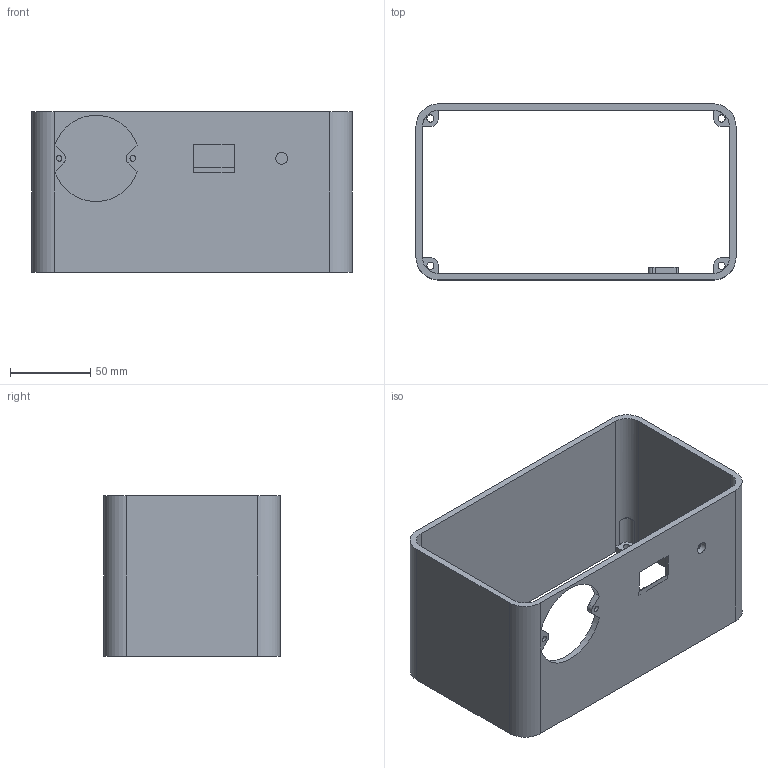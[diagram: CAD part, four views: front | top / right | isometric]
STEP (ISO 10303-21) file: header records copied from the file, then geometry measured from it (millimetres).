
FILE_DESCRIPTION(/* description */ (''),/* implementation_level */ '2;1');
FILE_NAME(/* name */ 'Motiv_Top_White.step',/* time_stamp */ '2024-01-19T11:36:50+01:00',/* author */ (''),/* organization */ (''),/* preprocessor_version */ 'ST-DEVELOPER v20',/* originating_system */ 'Autodesk Translation Framework v12.14.0.127',/* authorisation */ '');
FILE_SCHEMA (('AUTOMOTIVE_DESIGN { 1 0 10303 214 3 1 1 }'));
Length unit declared in the file: millimetre
Products named in the file (1): Top
Bounding box: 200 x 110 x 100 mm (x, y, z)
Volume: 222355.2 mm3; surface area: 119146.5 mm2
Topology: 1 solids, 1 shells, 104 faces, 278 edges, 181 vertices
Faces by surface type: plane 64, cylinder 33, cone 6, bspline 1
Full cylindrical faces by diameter (mm): 3 x4, 3.5 x2, 4.5 x4, 7.3 x1
Entity records: 3381 total; most frequent: CARTESIAN_POINT 650, DIRECTION 557, ORIENTED_EDGE 556, EDGE_CURVE 278, AXIS2_PLACEMENT_3D 186, LINE 185, VECTOR 185, VERTEX_POINT 181
